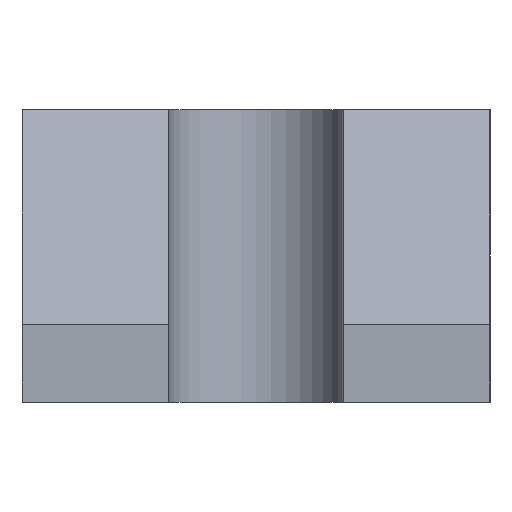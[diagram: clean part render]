
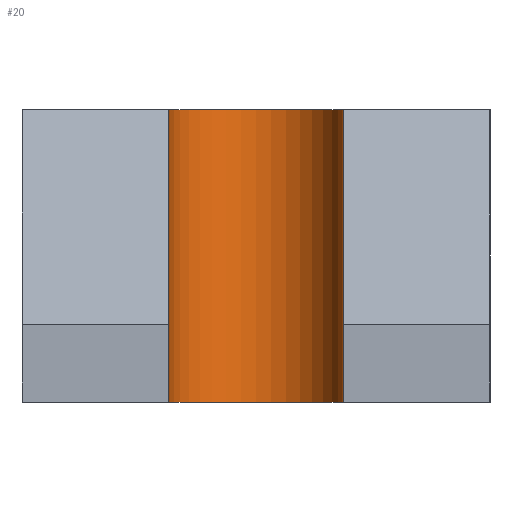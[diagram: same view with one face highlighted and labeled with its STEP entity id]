
A CAD part, left-side view. The second image highlights one B-rep face of the part: STEP entity #20.
In plain terms, the highlighted cylindrical face has radius 9 mm (diameter 18 mm), a partial arc.
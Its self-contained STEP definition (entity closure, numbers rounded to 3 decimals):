
#20 = ADVANCED_FACE ( 'NONE', ( #66 ), #399, .F. ) ;
#22 = DIRECTION ( 'NONE',  ( 0., 0., -1. ) ) ;
#24 = ORIENTED_EDGE ( 'NONE', *, *, #212, .F. ) ;
#26 = DIRECTION ( 'NONE',  ( 0., 0., -1. ) ) ;
#29 = DIRECTION ( 'NONE',  ( 0., 0., 1. ) ) ;
#36 = CARTESIAN_POINT ( 'NONE',  ( 0., -9., 30. ) ) ;
#44 = ORIENTED_EDGE ( 'NONE', *, *, #449, .F. ) ;
#66 = FACE_OUTER_BOUND ( 'NONE', #276, .T. ) ;
#101 = AXIS2_PLACEMENT_3D ( 'NONE', #164, #22, #166 ) ;
#111 = CARTESIAN_POINT ( 'NONE',  ( 0., 9., 0. ) ) ;
#128 = VERTEX_POINT ( 'NONE', #111 ) ;
#139 = VECTOR ( 'NONE', #29, 1000. ) ;
#148 = CIRCLE ( 'NONE', #101, 9. ) ;
#153 = DIRECTION ( 'NONE',  ( 0., 0., -1. ) ) ;
#164 = CARTESIAN_POINT ( 'NONE',  ( 0., 0., 0. ) ) ;
#166 = DIRECTION ( 'NONE',  ( 0., 1., 0. ) ) ;
#177 = LINE ( 'NONE', #291, #139 ) ;
#188 = ORIENTED_EDGE ( 'NONE', *, *, #251, .T. ) ;
#212 = EDGE_CURVE ( 'NONE', #443, #446, #306, .T. ) ;
#213 = CARTESIAN_POINT ( 'NONE',  ( 0., -9., 0. ) ) ;
#232 = CARTESIAN_POINT ( 'NONE',  ( 0., -9., 0. ) ) ;
#251 = EDGE_CURVE ( 'NONE', #128, #446, #148, .T. ) ;
#264 = CARTESIAN_POINT ( 'NONE',  ( 0., 0., 0. ) ) ;
#265 = EDGE_CURVE ( 'NONE', #421, #443, #431, .T. ) ;
#276 = EDGE_LOOP ( 'NONE', ( #188, #24, #448, #44 ) ) ;
#280 = AXIS2_PLACEMENT_3D ( 'NONE', #264, #472, #329 ) ;
#291 = CARTESIAN_POINT ( 'NONE',  ( 0., 9., 0. ) ) ;
#296 = CARTESIAN_POINT ( 'NONE',  ( 0., 9., 30. ) ) ;
#306 = LINE ( 'NONE', #232, #474 ) ;
#319 = CARTESIAN_POINT ( 'NONE',  ( 0., 0., 30. ) ) ;
#320 = AXIS2_PLACEMENT_3D ( 'NONE', #319, #26, #461 ) ;
#329 = DIRECTION ( 'NONE',  ( 0., 1., 0. ) ) ;
#399 = CYLINDRICAL_SURFACE ( 'NONE', #280, 9. ) ;
#421 = VERTEX_POINT ( 'NONE', #296 ) ;
#431 = CIRCLE ( 'NONE', #320, 9. ) ;
#443 = VERTEX_POINT ( 'NONE', #36 ) ;
#446 = VERTEX_POINT ( 'NONE', #213 ) ;
#448 = ORIENTED_EDGE ( 'NONE', *, *, #265, .F. ) ;
#449 = EDGE_CURVE ( 'NONE', #128, #421, #177, .T. ) ;
#461 = DIRECTION ( 'NONE',  ( 0., 1., 0. ) ) ;
#472 = DIRECTION ( 'NONE',  ( 0., 0., 1. ) ) ;
#474 = VECTOR ( 'NONE', #153, 1000. ) ;
